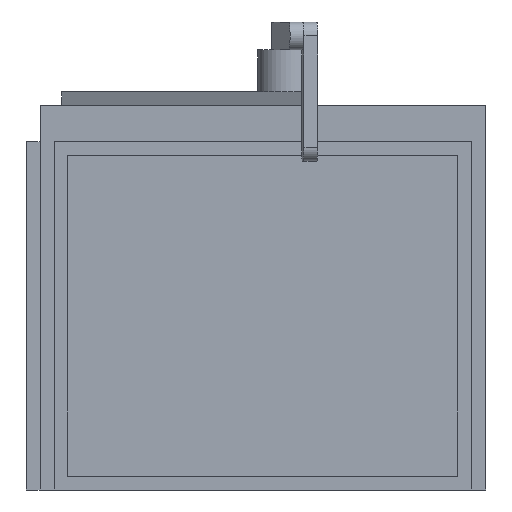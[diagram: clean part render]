
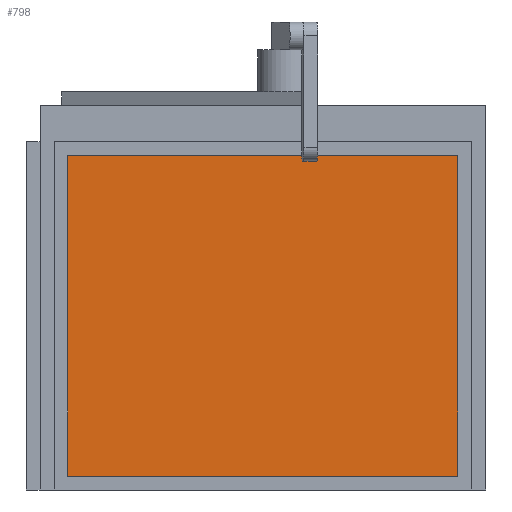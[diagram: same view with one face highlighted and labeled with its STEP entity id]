
A CAD part, front view. The second image highlights one B-rep face of the part: STEP entity #798.
In plain terms, the highlighted planar face has unit normal (0, -1, 0).
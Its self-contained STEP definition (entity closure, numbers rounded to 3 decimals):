
#85=FACE_OUTER_BOUND('',#134,.T.);
#134=EDGE_LOOP('',(#605,#606,#607,#608));
#187=LINE('',#1241,#282);
#191=LINE('',#1249,#286);
#194=LINE('',#1255,#289);
#197=LINE('',#1260,#292);
#282=VECTOR('',#1004,10.);
#286=VECTOR('',#1010,10.);
#289=VECTOR('',#1015,10.);
#292=VECTOR('',#1020,10.);
#370=VERTEX_POINT('',#1239);
#371=VERTEX_POINT('',#1240);
#374=VERTEX_POINT('',#1248);
#376=VERTEX_POINT('',#1254);
#447=EDGE_CURVE('',#370,#371,#187,.T.);
#451=EDGE_CURVE('',#371,#374,#191,.T.);
#454=EDGE_CURVE('',#374,#376,#194,.T.);
#457=EDGE_CURVE('',#376,#370,#197,.T.);
#605=ORIENTED_EDGE('',*,*,#447,.T.);
#606=ORIENTED_EDGE('',*,*,#451,.T.);
#607=ORIENTED_EDGE('',*,*,#454,.T.);
#608=ORIENTED_EDGE('',*,*,#457,.T.);
#756=PLANE('',#908);
#798=ADVANCED_FACE('',(#85),#756,.T.);
#908=AXIS2_PLACEMENT_3D('',#1285,#1041,#1042);
#1004=DIRECTION('',(1.,0.,0.));
#1010=DIRECTION('',(0.,0.,1.));
#1015=DIRECTION('',(-1.,0.,0.));
#1020=DIRECTION('',(0.,0.,-1.));
#1041=DIRECTION('center_axis',(0.,-1.,0.));
#1042=DIRECTION('ref_axis',(1.,0.,0.));
#1239=CARTESIAN_POINT('',(100.,0.,50.));
#1240=CARTESIAN_POINT('',(1500.,0.,50.));
#1241=CARTESIAN_POINT('',(750.,0.,50.));
#1248=CARTESIAN_POINT('',(1500.,0.,1200.));
#1249=CARTESIAN_POINT('',(1500.,0.,600.));
#1254=CARTESIAN_POINT('',(100.,0.,1200.));
#1255=CARTESIAN_POINT('',(50.,0.,1200.));
#1260=CARTESIAN_POINT('',(100.,0.,25.));
#1285=CARTESIAN_POINT('Origin',(0.,0.,0.));
